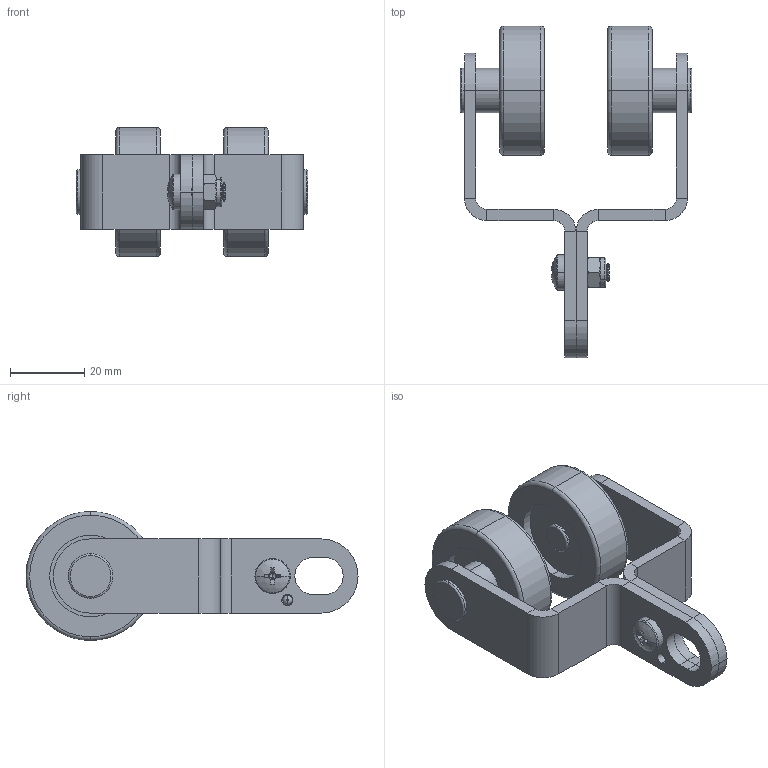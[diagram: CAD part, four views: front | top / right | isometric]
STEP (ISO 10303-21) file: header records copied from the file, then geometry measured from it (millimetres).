
FILE_DESCRIPTION (( 'STEP AP203' ), '1' );
FILE_NAME ('T85225.STEP', '2018-09-24T15:34:24', ( '' ), ( '' ), 'SwSTEP 2.0', 'SolidWorks 2016', '' );
FILE_SCHEMA (( 'CONFIG_CONTROL_DESIGN' ));
Length unit declared in the file: millimetre
Products named in the file (7): T85225; TH1915; SW3dPS-nyloc nut, st stl a2 iso_M5 NYLOC; TH1916; S3025; Pan Head Cross Recess Screw_Doughty Fastners_ISO 7045 - M5 x 12 - Z --- 12S; S3018
Assembly tree (10 placements, depth 2):
  T85225
    TH1915  x2
    S3018  x2
    TH1916  x2
    Pan Head Cross Recess Screw_Doughty Fastners_ISO 7045 - M5 x 12 - Z --- 12S
    S3025  x2
    SW3dPS-nyloc nut, st stl a2 iso_M5 NYLOC
Bounding box: 62.4 x 89.38 x 34.75 mm (x, y, z)
Volume: 33120.4 mm3; surface area: 19991.9 mm2
Topology: 10 solids, 10 shells, 283 faces, 660 edges, 405 vertices
Faces by surface type: cylinder 98, plane 83, cone 72, torus 28, sphere 2
Entity records: 7183 total; most frequent: DIRECTION 1224, CARTESIAN_POINT 1175, ORIENTED_EDGE 1016, AXIS2_PLACEMENT_3D 522, EDGE_CURVE 508, VERTEX_POINT 313, CIRCLE 296, EDGE_LOOP 233
